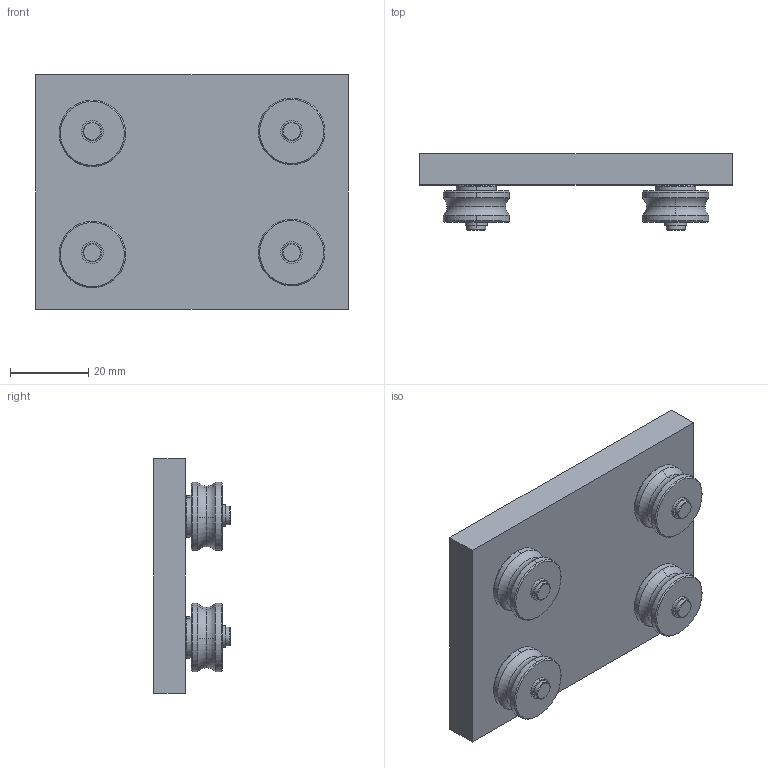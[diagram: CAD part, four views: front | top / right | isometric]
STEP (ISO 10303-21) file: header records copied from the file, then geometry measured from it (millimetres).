
FILE_DESCRIPTION(('STEP AP203'),'1');
FILE_NAME('carriage_c6.stp','2015-11-01T15:26:20',('TraceParts'),('TraceParts S.A.'),'Spatial InterOp 3D',' ',' ');
FILE_SCHEMA(('CONFIG_CONTROL_DESIGN'));
Length unit declared in the file: millimetre
Products named in the file (1): 1
Bounding box: 80 x 19.5 x 60 mm (x, y, z)
Volume: 43818.9 mm3; surface area: 16217.2 mm2
Topology: 1 solids, 1 shells, 202 faces, 438 edges, 266 vertices
Faces by surface type: cone 72, plane 58, cylinder 56, torus 16
Entity records: 5596 total; most frequent: CARTESIAN_POINT 1099, DIRECTION 1022, ORIENTED_EDGE 876, EDGE_CURVE 438, AXIS2_PLACEMENT_3D 429, VERTEX_POINT 266, EDGE_LOOP 230, CIRCLE 226
